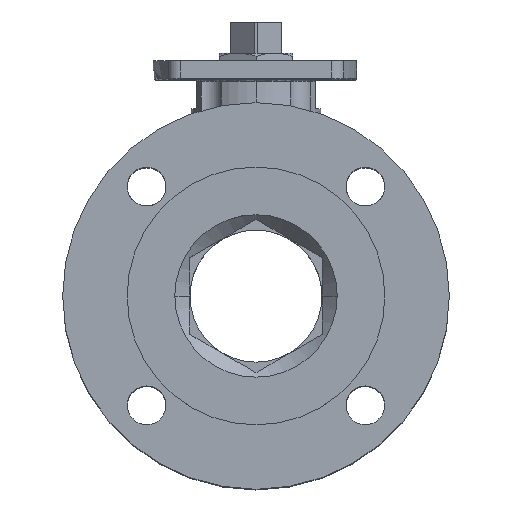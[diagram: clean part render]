
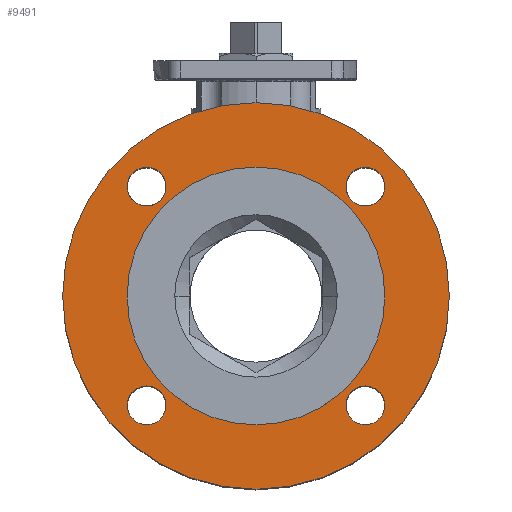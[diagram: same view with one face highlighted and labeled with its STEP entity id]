
A CAD part, top view. The second image highlights one B-rep face of the part: STEP entity #9491.
In plain terms, the highlighted planar face has unit normal (0, 0, 1).
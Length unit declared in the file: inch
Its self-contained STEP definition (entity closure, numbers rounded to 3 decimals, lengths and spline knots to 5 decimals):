
#107 = VERTEX_POINT ( 'NONE', #13524 ) ;
#437 = EDGE_LOOP ( 'NONE', ( #636, #17625 ) ) ;
#479 = CARTESIAN_POINT ( 'NONE',  ( 2.25217, 1.68101, 3.99443 ) ) ;
#526 = EDGE_LOOP ( 'NONE', ( #10474, #17169 ) ) ;
#636 = ORIENTED_EDGE ( 'NONE', *, *, #2021, .F. ) ;
#723 = EDGE_LOOP ( 'NONE', ( #2846, #12079 ) ) ;
#829 = EDGE_CURVE ( 'NONE', #14989, #2343, #3740, .T. ) ;
#855 = AXIS2_PLACEMENT_3D ( 'NONE', #4616, #7607, #8799 ) ;
#1125 = AXIS2_PLACEMENT_3D ( 'NONE', #1906, #6116, #6030 ) ;
#1455 = DIRECTION ( 'NONE',  ( 0., 0., 1. ) ) ;
#1474 = CIRCLE ( 'NONE', #3836, 0.375 ) ;
#1606 = DIRECTION ( 'NONE',  ( 0., 0., 1. ) ) ;
#1750 = CARTESIAN_POINT ( 'NONE',  ( 2.25217, 1.68101, 3.99443 ) ) ;
#1792 = CARTESIAN_POINT ( 'NONE',  ( 0.13085, 2.05969, 3.99443 ) ) ;
#1834 = DIRECTION ( 'NONE',  ( 1., 0., 0. ) ) ;
#1889 = CIRCLE ( 'NONE', #14180, 0.375 ) ;
#1906 = CARTESIAN_POINT ( 'NONE',  ( 0.13085, -0.44031, 3.99443 ) ) ;
#2005 = ORIENTED_EDGE ( 'NONE', *, *, #14135, .F. ) ;
#2020 = DIRECTION ( 'NONE',  ( -1., 0., 0. ) ) ;
#2021 = EDGE_CURVE ( 'NONE', #6754, #107, #12412, .T. ) ;
#2343 = VERTEX_POINT ( 'NONE', #10535 ) ;
#2846 = ORIENTED_EDGE ( 'NONE', *, *, #4766, .F. ) ;
#2859 = CARTESIAN_POINT ( 'NONE',  ( 0.13085, -0.44031, 3.99443 ) ) ;
#3226 = CARTESIAN_POINT ( 'NONE',  ( 2.62717, 1.68101, 3.99443 ) ) ;
#3561 = ORIENTED_EDGE ( 'NONE', *, *, #13592, .T. ) ;
#3740 = CIRCLE ( 'NONE', #11061, 2.5 ) ;
#3798 = CARTESIAN_POINT ( 'NONE',  ( 0.13085, -0.44031, 3.99443 ) ) ;
#3836 = AXIS2_PLACEMENT_3D ( 'NONE', #15585, #7244, #11747 ) ;
#3885 = FACE_BOUND ( 'NONE', #7956, .T. ) ;
#4616 = CARTESIAN_POINT ( 'NONE',  ( 2.25217, -2.56163, 3.99443 ) ) ;
#4691 = DIRECTION ( 'NONE',  ( 0., 0., 1. ) ) ;
#4710 = EDGE_CURVE ( 'NONE', #13492, #14649, #10842, .T. ) ;
#4766 = EDGE_CURVE ( 'NONE', #6651, #9182, #1474, .T. ) ;
#5146 = FACE_OUTER_BOUND ( 'NONE', #12705, .T. ) ;
#5300 = CARTESIAN_POINT ( 'NONE',  ( 3.88085, -0.44031, 3.99443 ) ) ;
#5335 = FACE_BOUND ( 'NONE', #7017, .T. ) ;
#5362 = AXIS2_PLACEMENT_3D ( 'NONE', #479, #1606, #11593 ) ;
#5482 = CARTESIAN_POINT ( 'NONE',  ( 2.63085, -0.44031, 3.99443 ) ) ;
#5703 = EDGE_CURVE ( 'NONE', #15534, #12614, #16930, .T. ) ;
#5758 = CIRCLE ( 'NONE', #12181, 0.375 ) ;
#6030 = DIRECTION ( 'NONE',  ( 1., 0., 0. ) ) ;
#6084 = VERTEX_POINT ( 'NONE', #10048 ) ;
#6116 = DIRECTION ( 'NONE',  ( 0., 0., 1. ) ) ;
#6131 = CARTESIAN_POINT ( 'NONE',  ( 0.13085, -0.44031, 3.99443 ) ) ;
#6202 = CIRCLE ( 'NONE', #9147, 2.5 ) ;
#6482 = CARTESIAN_POINT ( 'NONE',  ( 1.87717, -2.56163, 3.99443 ) ) ;
#6619 = CARTESIAN_POINT ( 'NONE',  ( -1.99047, 1.68101, 3.99443 ) ) ;
#6651 = VERTEX_POINT ( 'NONE', #15836 ) ;
#6680 = AXIS2_PLACEMENT_3D ( 'NONE', #12439, #16471, #15190 ) ;
#6688 = FACE_BOUND ( 'NONE', #526, .T. ) ;
#6754 = VERTEX_POINT ( 'NONE', #3226 ) ;
#7017 = EDGE_LOOP ( 'NONE', ( #2005, #13180 ) ) ;
#7191 = EDGE_CURVE ( 'NONE', #107, #6754, #10025, .T. ) ;
#7195 = DIRECTION ( 'NONE',  ( 0., 1., 0. ) ) ;
#7244 = DIRECTION ( 'NONE',  ( 0., 0., 1. ) ) ;
#7323 = DIRECTION ( 'NONE',  ( 0., 0., 1. ) ) ;
#7372 = CARTESIAN_POINT ( 'NONE',  ( -1.99047, 1.68101, 3.99443 ) ) ;
#7417 = CIRCLE ( 'NONE', #12687, 3.75 ) ;
#7607 = DIRECTION ( 'NONE',  ( 0., 0., 1. ) ) ;
#7869 = ORIENTED_EDGE ( 'NONE', *, *, #5703, .T. ) ;
#7956 = EDGE_LOOP ( 'NONE', ( #15850, #9588 ) ) ;
#8799 = DIRECTION ( 'NONE',  ( 0., -1., 0. ) ) ;
#8979 = DIRECTION ( 'NONE',  ( 0., 0., 1. ) ) ;
#9079 = DIRECTION ( 'NONE',  ( 1., 0., 0. ) ) ;
#9147 = AXIS2_PLACEMENT_3D ( 'NONE', #6131, #4691, #14564 ) ;
#9182 = VERTEX_POINT ( 'NONE', #14870 ) ;
#9368 = DIRECTION ( 'NONE',  ( 0., 0., 1. ) ) ;
#9409 = EDGE_CURVE ( 'NONE', #2343, #14989, #6202, .T. ) ;
#9491 = ADVANCED_FACE ( 'NONE', ( #6688, #10747, #5335, #14844, #3885, #5146 ), #12379, .F. ) ;
#9537 = DIRECTION ( 'NONE',  ( 0., 0., 1. ) ) ;
#9588 = ORIENTED_EDGE ( 'NONE', *, *, #9409, .F. ) ;
#9890 = CIRCLE ( 'NONE', #15143, 0.375 ) ;
#10025 = CIRCLE ( 'NONE', #5362, 0.375 ) ;
#10048 = CARTESIAN_POINT ( 'NONE',  ( -1.61547, 1.68101, 3.99443 ) ) ;
#10165 = EDGE_CURVE ( 'NONE', #14649, #13492, #12249, .T. ) ;
#10474 = ORIENTED_EDGE ( 'NONE', *, *, #4710, .F. ) ;
#10535 = CARTESIAN_POINT ( 'NONE',  ( -2.36915, -0.44031, 3.99443 ) ) ;
#10747 = FACE_BOUND ( 'NONE', #723, .T. ) ;
#10842 = CIRCLE ( 'NONE', #855, 0.375 ) ;
#10864 = DIRECTION ( 'NONE',  ( 0., 0., 1. ) ) ;
#11061 = AXIS2_PLACEMENT_3D ( 'NONE', #2859, #9537, #13742 ) ;
#11593 = DIRECTION ( 'NONE',  ( 1., 0., 0. ) ) ;
#11747 = DIRECTION ( 'NONE',  ( -1., 0., 0. ) ) ;
#11824 = AXIS2_PLACEMENT_3D ( 'NONE', #1750, #7323, #1834 ) ;
#12079 = ORIENTED_EDGE ( 'NONE', *, *, #17876, .F. ) ;
#12181 = AXIS2_PLACEMENT_3D ( 'NONE', #13292, #8979, #2020 ) ;
#12249 = CIRCLE ( 'NONE', #6680, 0.375 ) ;
#12379 = PLANE ( 'NONE',  #16489 ) ;
#12412 = CIRCLE ( 'NONE', #11824, 0.375 ) ;
#12439 = CARTESIAN_POINT ( 'NONE',  ( 2.25217, -2.56163, 3.99443 ) ) ;
#12614 = VERTEX_POINT ( 'NONE', #5300 ) ;
#12687 = AXIS2_PLACEMENT_3D ( 'NONE', #3798, #9368, #9079 ) ;
#12705 = EDGE_LOOP ( 'NONE', ( #3561, #7869 ) ) ;
#13063 = CARTESIAN_POINT ( 'NONE',  ( -3.61915, -0.44031, 3.99443 ) ) ;
#13180 = ORIENTED_EDGE ( 'NONE', *, *, #16768, .F. ) ;
#13292 = CARTESIAN_POINT ( 'NONE',  ( -1.99047, -2.56163, 3.99443 ) ) ;
#13385 = CARTESIAN_POINT ( 'NONE',  ( -2.36547, 1.68101, 3.99443 ) ) ;
#13492 = VERTEX_POINT ( 'NONE', #14577 ) ;
#13524 = CARTESIAN_POINT ( 'NONE',  ( 1.87717, 1.68101, 3.99443 ) ) ;
#13592 = EDGE_CURVE ( 'NONE', #12614, #15534, #7417, .T. ) ;
#13742 = DIRECTION ( 'NONE',  ( 1., 0., 0. ) ) ;
#14135 = EDGE_CURVE ( 'NONE', #6084, #18026, #1889, .T. ) ;
#14180 = AXIS2_PLACEMENT_3D ( 'NONE', #6619, #10864, #16434 ) ;
#14564 = DIRECTION ( 'NONE',  ( 1., 0., 0. ) ) ;
#14577 = CARTESIAN_POINT ( 'NONE',  ( 2.62717, -2.56163, 3.99443 ) ) ;
#14649 = VERTEX_POINT ( 'NONE', #6482 ) ;
#14844 = FACE_BOUND ( 'NONE', #437, .T. ) ;
#14870 = CARTESIAN_POINT ( 'NONE',  ( -2.36547, -2.56163, 3.99443 ) ) ;
#14989 = VERTEX_POINT ( 'NONE', #5482 ) ;
#15143 = AXIS2_PLACEMENT_3D ( 'NONE', #7372, #1455, #7195 ) ;
#15190 = DIRECTION ( 'NONE',  ( 0., -1., 0. ) ) ;
#15534 = VERTEX_POINT ( 'NONE', #13063 ) ;
#15585 = CARTESIAN_POINT ( 'NONE',  ( -1.99047, -2.56163, 3.99443 ) ) ;
#15625 = DIRECTION ( 'NONE',  ( 0., 0., -1. ) ) ;
#15705 = DIRECTION ( 'NONE',  ( -1., 0., 0. ) ) ;
#15836 = CARTESIAN_POINT ( 'NONE',  ( -1.61547, -2.56163, 3.99443 ) ) ;
#15850 = ORIENTED_EDGE ( 'NONE', *, *, #829, .F. ) ;
#16434 = DIRECTION ( 'NONE',  ( 0., 1., 0. ) ) ;
#16471 = DIRECTION ( 'NONE',  ( 0., 0., 1. ) ) ;
#16489 = AXIS2_PLACEMENT_3D ( 'NONE', #1792, #15625, #15705 ) ;
#16768 = EDGE_CURVE ( 'NONE', #18026, #6084, #9890, .T. ) ;
#16930 = CIRCLE ( 'NONE', #1125, 3.75 ) ;
#17169 = ORIENTED_EDGE ( 'NONE', *, *, #10165, .F. ) ;
#17625 = ORIENTED_EDGE ( 'NONE', *, *, #7191, .F. ) ;
#17876 = EDGE_CURVE ( 'NONE', #9182, #6651, #5758, .T. ) ;
#18026 = VERTEX_POINT ( 'NONE', #13385 ) ;
